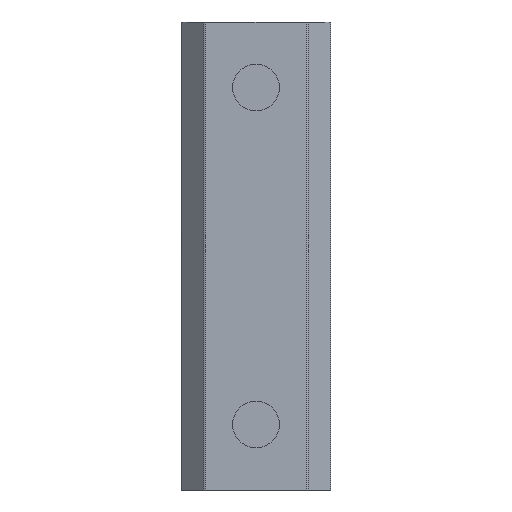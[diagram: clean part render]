
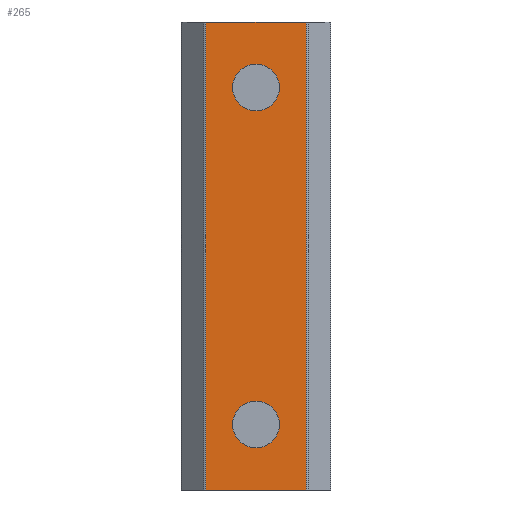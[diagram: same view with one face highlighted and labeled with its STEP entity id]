
A CAD part, front view. The second image highlights one B-rep face of the part: STEP entity #265.
In plain terms, the highlighted planar face has unit normal (0, -1, 0).
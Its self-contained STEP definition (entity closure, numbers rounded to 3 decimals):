
#108 = AXIS2_PLACEMENT_3D ( 'NONE', #1120, #1075, #1117 ) ;
#109 = AXIS2_PLACEMENT_3D ( 'NONE', #1066, #1070, #1309 ) ;
#265 = ADVANCED_FACE ( 'NONE', ( #2821, #2809, #2814 ), #455, .F. ) ;
#386 = DIRECTION ( 'NONE',  ( 0., 0., 1. ) ) ;
#455 = PLANE ( 'NONE',  #2243 ) ;
#524 = DIRECTION ( 'NONE',  ( 0., 1., 0. ) ) ;
#593 = CARTESIAN_POINT ( 'NONE',  ( 5.5, 0., 25. ) ) ;
#598 = DIRECTION ( 'NONE',  ( -1., 0., 0. ) ) ;
#816 = CARTESIAN_POINT ( 'NONE',  ( 0., 0., 18. ) ) ;
#817 = DIRECTION ( 'NONE',  ( 0., 1., 0. ) ) ;
#818 = DIRECTION ( 'NONE',  ( 0., 0., 1. ) ) ;
#824 = CARTESIAN_POINT ( 'NONE',  ( 0., 0., -15.5 ) ) ;
#844 = CARTESIAN_POINT ( 'NONE',  ( 0., 0., 15.5 ) ) ;
#850 = CARTESIAN_POINT ( 'NONE',  ( -5.376, 0., -25. ) ) ;
#870 = CARTESIAN_POINT ( 'NONE',  ( 5.376, 0., 25. ) ) ;
#872 = CARTESIAN_POINT ( 'NONE',  ( 0., 0., 20.5 ) ) ;
#874 = CARTESIAN_POINT ( 'NONE',  ( -5.376, 0., 25. ) ) ;
#881 = CARTESIAN_POINT ( 'NONE',  ( 0., 0., -20.5 ) ) ;
#883 = CARTESIAN_POINT ( 'NONE',  ( 5.376, 0., -25. ) ) ;
#949 = EDGE_CURVE ( 'NONE', #3896, #4048, #2679, .T. ) ;
#950 = EDGE_CURVE ( 'NONE', #4041, #4037, #2709, .T. ) ;
#951 = EDGE_CURVE ( 'NONE', #4041, #4017, #2706, .T. ) ;
#952 = EDGE_CURVE ( 'NONE', #4017, #4059, #2683, .T. ) ;
#953 = EDGE_CURVE ( 'NONE', #4059, #4037, #2685, .T. ) ;
#1066 = CARTESIAN_POINT ( 'NONE',  ( 0., 0., 18. ) ) ;
#1070 = DIRECTION ( 'NONE',  ( 0., 1., 0. ) ) ;
#1075 = DIRECTION ( 'NONE',  ( 0., 1., 0. ) ) ;
#1117 = DIRECTION ( 'NONE',  ( 0., 0., 1. ) ) ;
#1120 = CARTESIAN_POINT ( 'NONE',  ( 0., 0., -18. ) ) ;
#1309 = DIRECTION ( 'NONE',  ( 0., 0., 1. ) ) ;
#1418 = AXIS2_PLACEMENT_3D ( 'NONE', #816, #817, #818 ) ;
#1647 = CIRCLE ( 'NONE', #1418, 2.5 ) ;
#1657 = CIRCLE ( 'NONE', #108, 2.5 ) ;
#1755 = CIRCLE ( 'NONE', #109, 2.5 ) ;
#1991 = DIRECTION ( 'NONE',  ( 0., 0., -1. ) ) ;
#1992 = CARTESIAN_POINT ( 'NONE',  ( 5.376, 0., 25. ) ) ;
#1996 = CARTESIAN_POINT ( 'NONE',  ( -5.376, 0., 25. ) ) ;
#2006 = DIRECTION ( 'NONE',  ( 1., 0., 0. ) ) ;
#2023 = DIRECTION ( 'NONE',  ( 0., 0., 1. ) ) ;
#2026 = CARTESIAN_POINT ( 'NONE',  ( 0., 0., -18. ) ) ;
#2033 = CARTESIAN_POINT ( 'NONE',  ( 5.5, 0., -25. ) ) ;
#2052 = DIRECTION ( 'NONE',  ( 0., 1., 0. ) ) ;
#2072 = CARTESIAN_POINT ( 'NONE',  ( 5.5, 0., 25. ) ) ;
#2078 = DIRECTION ( 'NONE',  ( 1., 0., 0. ) ) ;
#2175 = EDGE_CURVE ( 'NONE', #4048, #3896, #1657, .T. ) ;
#2176 = EDGE_CURVE ( 'NONE', #4011, #4039, #1755, .T. ) ;
#2243 = AXIS2_PLACEMENT_3D ( 'NONE', #593, #524, #598 ) ;
#2322 = AXIS2_PLACEMENT_3D ( 'NONE', #2026, #2052, #2023 ) ;
#2675 = VECTOR ( 'NONE', #386, 1000. ) ;
#2679 = CIRCLE ( 'NONE', #2322, 2.5 ) ;
#2683 = LINE ( 'NONE', #2033, #2687 ) ;
#2684 = VECTOR ( 'NONE', #1991, 1000. ) ;
#2685 = LINE ( 'NONE', #1992, #2675 ) ;
#2687 = VECTOR ( 'NONE', #2078, 1000. ) ;
#2689 = VECTOR ( 'NONE', #2006, 1000. ) ;
#2706 = LINE ( 'NONE', #1996, #2684 ) ;
#2709 = LINE ( 'NONE', #2072, #2689 ) ;
#2809 = FACE_BOUND ( 'NONE', #3129, .T. ) ;
#2814 = FACE_OUTER_BOUND ( 'NONE', #3205, .T. ) ;
#2821 = FACE_BOUND ( 'NONE', #3209, .T. ) ;
#3129 = EDGE_LOOP ( 'NONE', ( #3308, #3313 ) ) ;
#3205 = EDGE_LOOP ( 'NONE', ( #3411, #3327, #3377, #3247 ) ) ;
#3209 = EDGE_LOOP ( 'NONE', ( #3373, #3215 ) ) ;
#3215 = ORIENTED_EDGE ( 'NONE', *, *, #2175, .T. ) ;
#3247 = ORIENTED_EDGE ( 'NONE', *, *, #953, .T. ) ;
#3308 = ORIENTED_EDGE ( 'NONE', *, *, #3735, .T. ) ;
#3313 = ORIENTED_EDGE ( 'NONE', *, *, #2176, .T. ) ;
#3327 = ORIENTED_EDGE ( 'NONE', *, *, #951, .T. ) ;
#3373 = ORIENTED_EDGE ( 'NONE', *, *, #949, .T. ) ;
#3377 = ORIENTED_EDGE ( 'NONE', *, *, #952, .T. ) ;
#3411 = ORIENTED_EDGE ( 'NONE', *, *, #950, .F. ) ;
#3735 = EDGE_CURVE ( 'NONE', #4039, #4011, #1647, .T. ) ;
#3896 = VERTEX_POINT ( 'NONE', #824 ) ;
#4011 = VERTEX_POINT ( 'NONE', #844 ) ;
#4017 = VERTEX_POINT ( 'NONE', #850 ) ;
#4037 = VERTEX_POINT ( 'NONE', #870 ) ;
#4039 = VERTEX_POINT ( 'NONE', #872 ) ;
#4041 = VERTEX_POINT ( 'NONE', #874 ) ;
#4048 = VERTEX_POINT ( 'NONE', #881 ) ;
#4059 = VERTEX_POINT ( 'NONE', #883 ) ;
